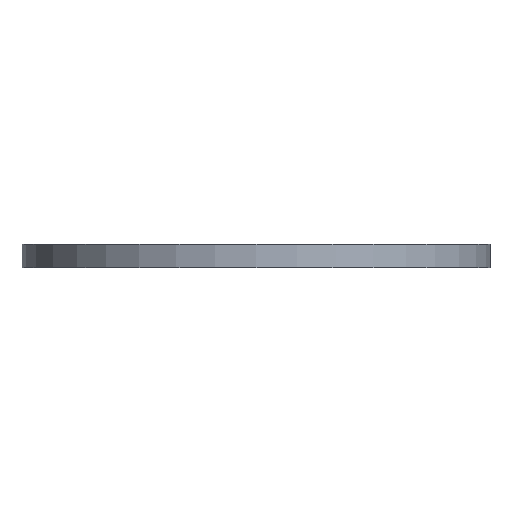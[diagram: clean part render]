
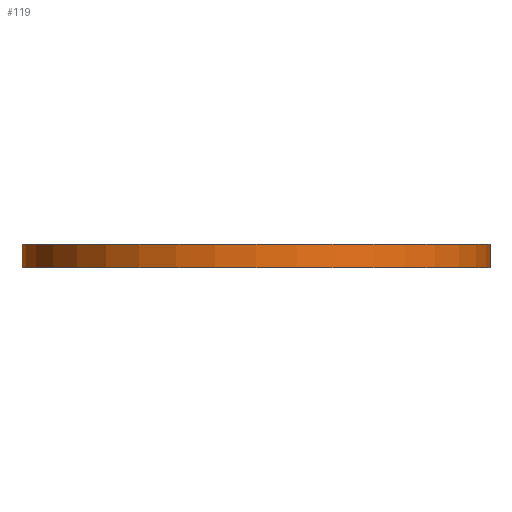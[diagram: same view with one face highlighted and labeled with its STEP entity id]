
A CAD part, front view. The second image highlights one B-rep face of the part: STEP entity #119.
In plain terms, the highlighted cylindrical face has radius 76 mm (diameter 152 mm), a partial arc.
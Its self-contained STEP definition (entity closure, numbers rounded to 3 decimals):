
#22 = CARTESIAN_POINT ( 'NONE',  ( -76., 0., 7.6 ) ) ;
#32 = EDGE_CURVE ( 'NONE', #254, #663, #196, .T. ) ;
#57 = DIRECTION ( 'NONE',  ( 0., 0., -1. ) ) ;
#76 = FACE_OUTER_BOUND ( 'NONE', #541, .T. ) ;
#83 = VERTEX_POINT ( 'NONE', #659 ) ;
#102 = DIRECTION ( 'NONE',  ( 0., 0., -1. ) ) ;
#111 = CYLINDRICAL_SURFACE ( 'NONE', #713, 76. ) ;
#119 = ADVANCED_FACE ( 'NONE', ( #76 ), #111, .T. ) ;
#132 = LINE ( 'NONE', #711, #486 ) ;
#143 = EDGE_CURVE ( 'NONE', #813, #83, #132, .T. ) ;
#196 = LINE ( 'NONE', #376, #476 ) ;
#254 = VERTEX_POINT ( 'NONE', #395 ) ;
#255 = CARTESIAN_POINT ( 'NONE',  ( 76., 0., 0. ) ) ;
#281 = AXIS2_PLACEMENT_3D ( 'NONE', #298, #413, #677 ) ;
#298 = CARTESIAN_POINT ( 'NONE',  ( 0., 0., 0. ) ) ;
#318 = ORIENTED_EDGE ( 'NONE', *, *, #143, .T. ) ;
#320 = CARTESIAN_POINT ( 'NONE',  ( 0., 0., 7.6 ) ) ;
#335 = AXIS2_PLACEMENT_3D ( 'NONE', #695, #629, #558 ) ;
#339 = EDGE_CURVE ( 'NONE', #83, #663, #807, .T. ) ;
#376 = CARTESIAN_POINT ( 'NONE',  ( 76., 0., 7.6 ) ) ;
#395 = CARTESIAN_POINT ( 'NONE',  ( 76., 0., 7.6 ) ) ;
#413 = DIRECTION ( 'NONE',  ( 0., 0., 1. ) ) ;
#425 = ORIENTED_EDGE ( 'NONE', *, *, #339, .T. ) ;
#476 = VECTOR ( 'NONE', #102, 1000. ) ;
#486 = VECTOR ( 'NONE', #769, 1000. ) ;
#496 = EDGE_CURVE ( 'NONE', #813, #254, #704, .T. ) ;
#541 = EDGE_LOOP ( 'NONE', ( #826, #598, #318, #425 ) ) ;
#558 = DIRECTION ( 'NONE',  ( 1., 0., 0. ) ) ;
#598 = ORIENTED_EDGE ( 'NONE', *, *, #496, .F. ) ;
#629 = DIRECTION ( 'NONE',  ( 0., 0., 1. ) ) ;
#649 = DIRECTION ( 'NONE',  ( -1., 0., 0. ) ) ;
#659 = CARTESIAN_POINT ( 'NONE',  ( -76., 0., 0. ) ) ;
#663 = VERTEX_POINT ( 'NONE', #255 ) ;
#677 = DIRECTION ( 'NONE',  ( 1., 0., 0. ) ) ;
#695 = CARTESIAN_POINT ( 'NONE',  ( 0., 0., 7.6 ) ) ;
#704 = CIRCLE ( 'NONE', #335, 76. ) ;
#711 = CARTESIAN_POINT ( 'NONE',  ( -76., 0., 7.6 ) ) ;
#713 = AXIS2_PLACEMENT_3D ( 'NONE', #320, #57, #649 ) ;
#769 = DIRECTION ( 'NONE',  ( 0., 0., -1. ) ) ;
#807 = CIRCLE ( 'NONE', #281, 76. ) ;
#813 = VERTEX_POINT ( 'NONE', #22 ) ;
#826 = ORIENTED_EDGE ( 'NONE', *, *, #32, .F. ) ;
